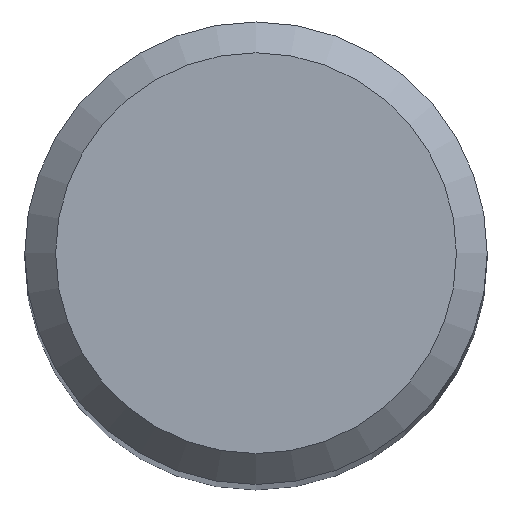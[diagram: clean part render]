
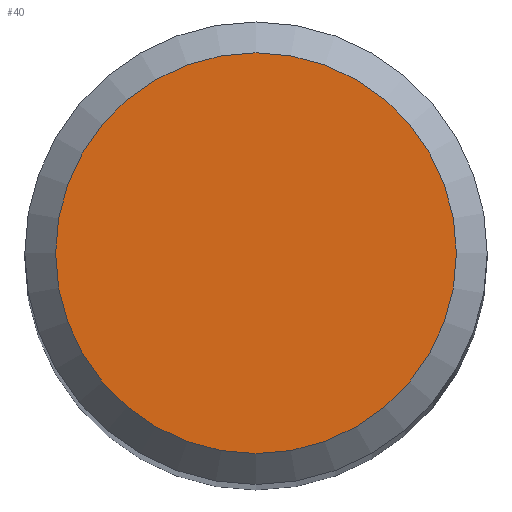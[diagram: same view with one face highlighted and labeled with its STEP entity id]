
A CAD part, top view. The second image highlights one B-rep face of the part: STEP entity #40.
In plain terms, the highlighted planar face has unit normal (0, 0, 1).
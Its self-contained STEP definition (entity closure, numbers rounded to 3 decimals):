
#12 = DIRECTION ( 'NONE',  ( 0., 1., 0. ) ) ;
#14 = FACE_OUTER_BOUND ( 'NONE', #78, .T. ) ;
#40 = ADVANCED_FACE ( 'NONE', ( #14 ), #138, .F. ) ;
#46 = VERTEX_POINT ( 'NONE', #133 ) ;
#47 = DIRECTION ( 'NONE',  ( 0., 1., 0. ) ) ;
#64 = CARTESIAN_POINT ( 'NONE',  ( 0., 0., 57. ) ) ;
#66 = DIRECTION ( 'NONE',  ( 0., 0., -1. ) ) ;
#78 = EDGE_LOOP ( 'NONE', ( #79 ) ) ;
#79 = ORIENTED_EDGE ( 'NONE', *, *, #230, .F. ) ;
#91 = DIRECTION ( 'NONE',  ( 0., 0., -1. ) ) ;
#124 = CIRCLE ( 'NONE', #142, 2.6 ) ;
#133 = CARTESIAN_POINT ( 'NONE',  ( 0., 2.6, 57. ) ) ;
#138 = PLANE ( 'NONE',  #162 ) ;
#142 = AXIS2_PLACEMENT_3D ( 'NONE', #64, #66, #47 ) ;
#162 = AXIS2_PLACEMENT_3D ( 'NONE', #177, #91, #12 ) ;
#177 = CARTESIAN_POINT ( 'NONE',  ( 0., 0., 57. ) ) ;
#230 = EDGE_CURVE ( 'NONE', #46, #46, #124, .T. ) ;
